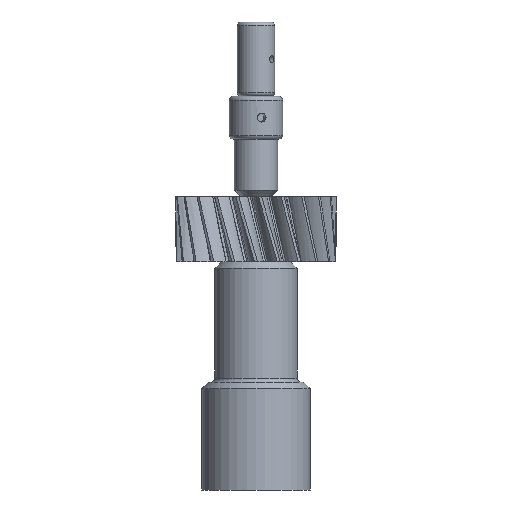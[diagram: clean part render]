
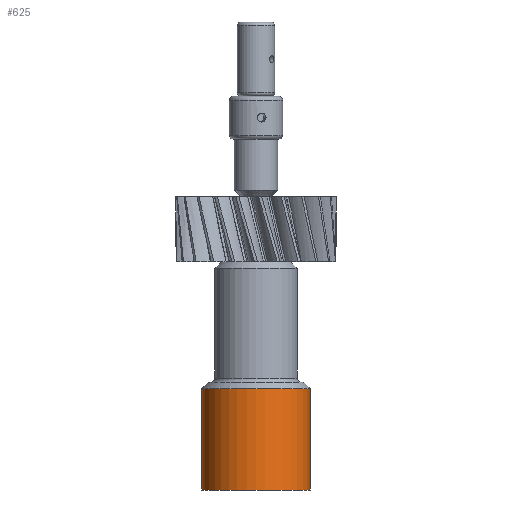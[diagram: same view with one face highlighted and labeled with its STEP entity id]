
A CAD part, front view. The second image highlights one B-rep face of the part: STEP entity #625.
In plain terms, the highlighted cylindrical face has radius 75 mm (diameter 150 mm), a full revolution.
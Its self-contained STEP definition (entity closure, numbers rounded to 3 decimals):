
#318=CYLINDRICAL_SURFACE('',#2341,75.);
#625=ADVANCED_FACE('0',(#773,#774),#318,.T.);
#773=FACE_BOUND('',#811,.T.);
#774=FACE_BOUND('',#812,.T.);
#811=EDGE_LOOP('',(#971));
#812=EDGE_LOOP('',(#972));
#971=ORIENTED_EDGE('',*,*,#1920,.T.);
#972=ORIENTED_EDGE('',*,*,#1918,.T.);
#1674=VERTEX_POINT('',#2935);
#1676=VERTEX_POINT('',#2988);
#1918=EDGE_CURVE('',#1674,#1674,#2271,.T.);
#1920=EDGE_CURVE('',#1676,#1676,#2272,.T.);
#2271=CIRCLE('',#2338,75.);
#2272=CIRCLE('',#2340,75.);
#2338=AXIS2_PLACEMENT_3D('',#2934,#2527,#2528);
#2340=AXIS2_PLACEMENT_3D('',#2987,#2531,#2532);
#2341=AXIS2_PLACEMENT_3D('',#2989,#2533,#2534);
#2527=DIRECTION('',(0.,0.,-1.));
#2528=DIRECTION('',(1.,0.,0.));
#2531=DIRECTION('',(0.,0.,1.));
#2532=DIRECTION('',(1.,0.,0.));
#2533=DIRECTION('',(0.,0.,1.));
#2534=DIRECTION('',(1.,0.,0.));
#2934=CARTESIAN_POINT('',(0.,0.,140.));
#2935=CARTESIAN_POINT('',(75.,0.,140.));
#2987=CARTESIAN_POINT('',(0.,0.,0.));
#2988=CARTESIAN_POINT('',(75.,0.,0.));
#2989=CARTESIAN_POINT('',(0.,0.,0.));
